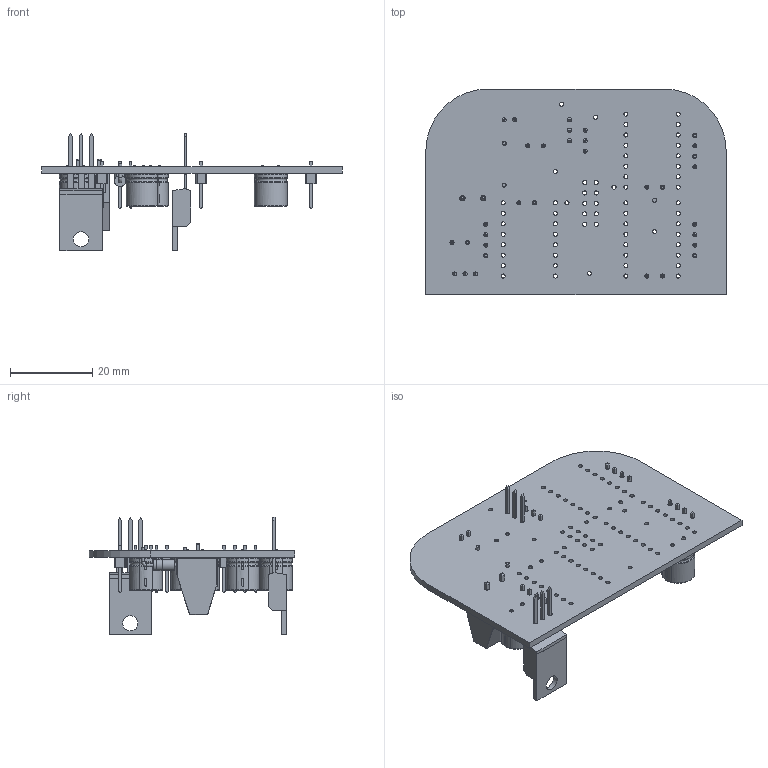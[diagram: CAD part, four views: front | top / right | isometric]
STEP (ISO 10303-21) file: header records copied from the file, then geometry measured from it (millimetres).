
FILE_DESCRIPTION(('KiCad electronic assembly'),'2;1');
FILE_NAME('cnc-shield11.step','2020-10-16T21:50:45',('An Author'),( 'A Company'),'Open CASCADE STEP processor 6.9', 'KiCad to STEP converter','Unknown');
FILE_SCHEMA(('AUTOMOTIVE_DESIGN { 1 0 10303 214 1 1 1 1 }'));
Length unit declared in the file: millimetre
Products named in the file (16): Open CASCADE STEP translator 6.9 1; TO-220-3_Vertical; SOLID; PinHeader_1x02_P2.54mm_Vertical; CP_Radial_D8.0mm_P3.80mm; PinHeader_1x04_P2.54mm_Vertical; PinHeader_1x03_P2.54mm_Vertical; TerminalBlock_Phoenix_MKDS-1,5-2-5.08_1x02_P5.08mm_Horizontal; D_DO-41_SOD81_P10.16mm_Horizontal; COMPOUND
Assembly tree (22 placements, depth 3):
  Open CASCADE STEP translator 6.9 1
    TO-220-3_Vertical  x2
      SOLID
    PinHeader_1x02_P2.54mm_Vertical
      SOLID
    CP_Radial_D8.0mm_P3.80mm  x5
      SOLID
    PinHeader_1x04_P2.54mm_Vertical  x3
      SOLID
    PinHeader_1x03_P2.54mm_Vertical
      SOLID
    TerminalBlock_Phoenix_MKDS-1,5-2-5.08_1x02_P5.08mm_Horizontal
      SOLID
    D_DO-41_SOD81_P10.16mm_Horizontal
      SOLID
    COMPOUND
Bounding box: 73 x 50 x 28.52 mm (x, y, z)
Volume: 9881.1 mm3; surface area: 12692 mm2
Topology: 15 solids, 20 shells, 1029 faces, 2557 edges, 1627 vertices
Faces by surface type: plane 708, cylinder 231, bspline 44, revolution 30, torus 16
Full cylindrical faces by diameter (mm): 0.5 x10, 0.8 x4, 1 x101, 1.3 x2, 2.7 x2, 2.72 x1, 3.68 x2, 3.735 x2
Entity records: 43481 total; most frequent: CARTESIAN_POINT 10945, DIRECTION 5459, LINE 3388, VECTOR 3388, ORIENTED_EDGE 2806, PCURVE 2806, DEFINITIONAL_REPRESENTATION 2806, EDGE_CURVE 1403
